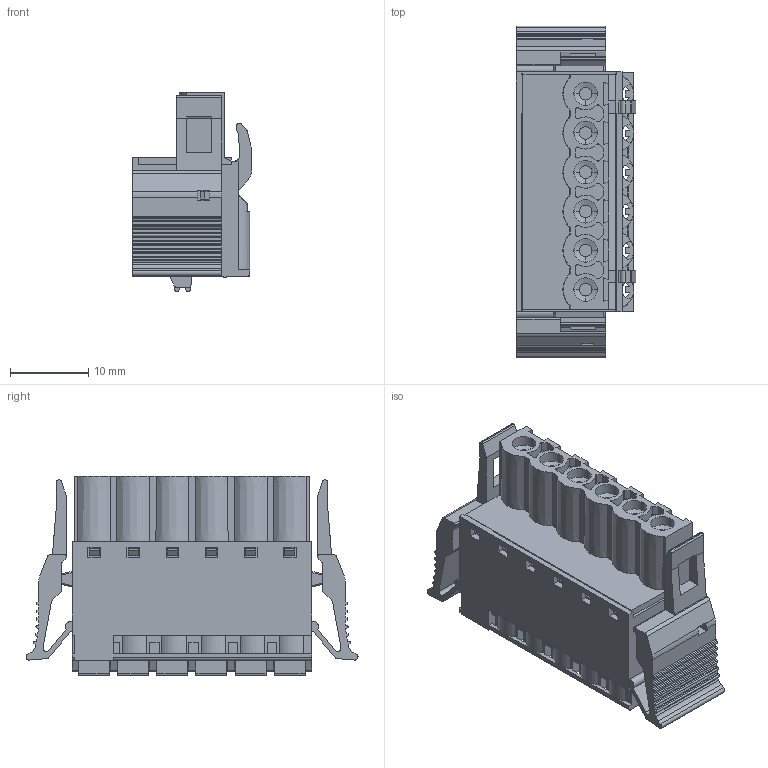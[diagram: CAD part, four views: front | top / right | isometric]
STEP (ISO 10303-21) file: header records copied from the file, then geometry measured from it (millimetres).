
FILE_DESCRIPTION( ('This file contains a STEP AP42 implementation' ,'as created by ZW3D STEP Interface translator.') ,'2;1' );
FILE_NAME( 'WJ2EDGKDFG-5.0-06P-00A.stp' ,'23 8 9.154415', (''), ('ZWCAD Software Co.'), 'Version 1.0', 'ZW3D to STEP translator', '' );
FILE_SCHEMA(('AUTOMOTIVE_DESIGN { 1 0 10303 214 1 1 1 1 }'));
Length unit declared in the file: millimetre
Products named in the file (2): 0; 2edgkdfg_asm
Bounding box: 15.25 x 42.39 x 25.5 mm (x, y, z)
Volume: 7891.3 mm3; surface area: 6655.5 mm2
Topology: 1 solids, 7 shells, 1325 faces, 3699 edges, 2391 vertices
Faces by surface type: plane 1040, cylinder 236, cone 49
Entity records: 44001 total; most frequent: CARTESIAN_POINT 8406, ORIENTED_EDGE 7398, DIRECTION 6757, EDGE_CURVE 3699, VECTOR 2975, LINE 2975, VERTEX_POINT 2391, AXIS2_PLACEMENT_3D 1891
